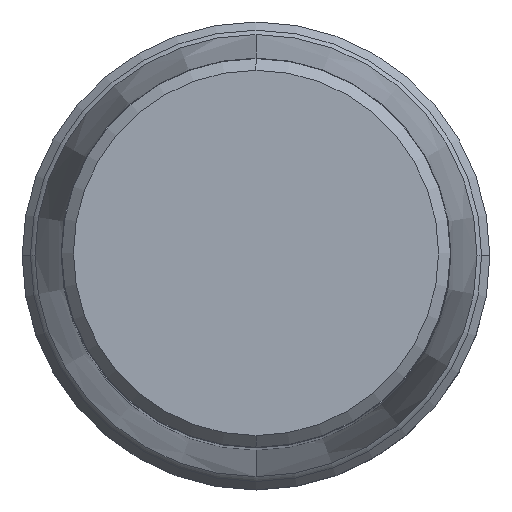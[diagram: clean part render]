
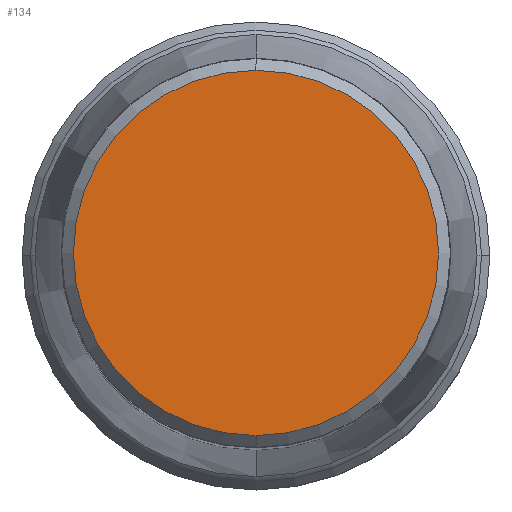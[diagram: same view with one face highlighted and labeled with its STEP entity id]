
A CAD part, top view. The second image highlights one B-rep face of the part: STEP entity #134.
In plain terms, the highlighted planar face has unit normal (0, 0, 1).
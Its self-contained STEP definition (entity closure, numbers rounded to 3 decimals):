
#55=PLANE('',#1194);
#134=ADVANCED_FACE('',(#219),#55,.F.);
#219=FACE_OUTER_BOUND('',#285,.T.);
#285=EDGE_LOOP('',(#486,#487));
#486=ORIENTED_EDGE('',*,*,#726,.T.);
#487=ORIENTED_EDGE('',*,*,#730,.T.);
#615=VERTEX_POINT('',#1834);
#616=VERTEX_POINT('',#1836);
#726=EDGE_CURVE('',#616,#615,#838,.T.);
#730=EDGE_CURVE('',#615,#616,#841,.T.);
#838=CIRCLE('',#1187,14.875);
#841=CIRCLE('',#1192,14.875);
#1187=AXIS2_PLACEMENT_3D('',#1835,#1512,#1513);
#1192=AXIS2_PLACEMENT_3D('',#1843,#1523,#1524);
#1194=AXIS2_PLACEMENT_3D('',#1845,#1527,#1528);
#1512=DIRECTION('',(0.,0.,1.));
#1513=DIRECTION('',(0.,1.,0.));
#1523=DIRECTION('',(0.,0.,1.));
#1524=DIRECTION('',(0.,-1.,0.));
#1527=DIRECTION('',(0.,0.,-1.));
#1528=DIRECTION('',(0.,1.,0.));
#1834=CARTESIAN_POINT('',(0.,-14.875,0.));
#1835=CARTESIAN_POINT('',(0.,0.,0.));
#1836=CARTESIAN_POINT('',(0.,14.875,0.));
#1843=CARTESIAN_POINT('',(0.,0.,0.));
#1845=CARTESIAN_POINT('',(0.,0.,0.));
